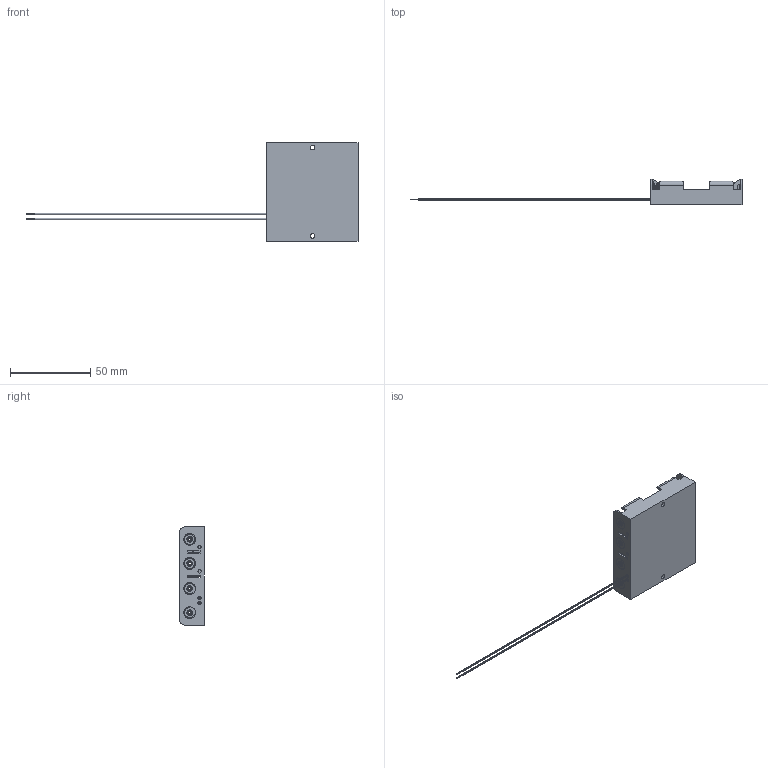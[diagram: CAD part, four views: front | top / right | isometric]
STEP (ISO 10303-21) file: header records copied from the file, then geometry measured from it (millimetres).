
FILE_DESCRIPTION (( 'STEP AP214' ), '1' );
FILE_NAME ('BC4AAW.STEP', '2019-12-04T04:03:42', ( '' ), ( '' ), 'SwSTEP 2.0', 'SolidWorks 2016', '' );
FILE_SCHEMA (( 'AUTOMOTIVE_DESIGN' ));
Length unit declared in the file: millimetre
Products named in the file (1): BC4AAW
Bounding box: 206.8 x 15.5 x 61.3 mm (x, y, z)
Volume: 10473.4 mm3; surface area: 19266.6 mm2
Topology: 15 solids, 15 shells, 577 faces, 1393 edges, 897 vertices
Faces by surface type: plane 269, cylinder 204, torus 96, bspline 8
Entity records: 24117 total; most frequent: CARTESIAN_POINT 9924, DIRECTION 3063, ORIENTED_EDGE 2786, EDGE_CURVE 1393, AXIS2_PLACEMENT_3D 1156, VERTEX_POINT 897, VECTOR 751, LINE 751
